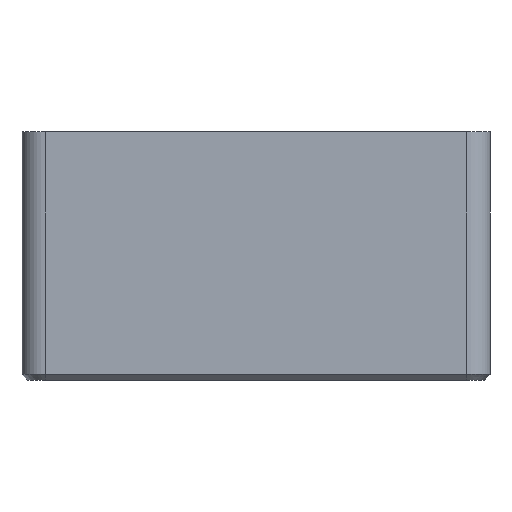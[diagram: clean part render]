
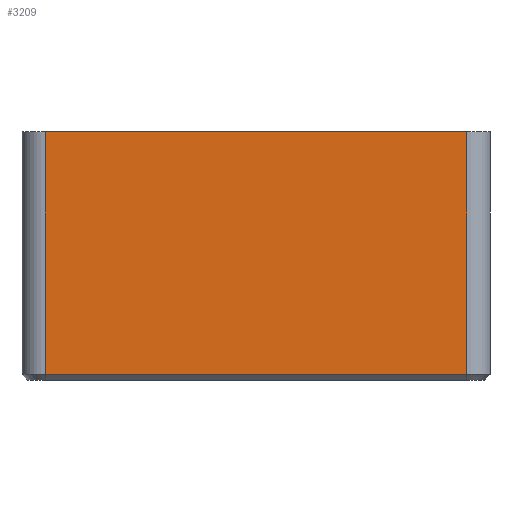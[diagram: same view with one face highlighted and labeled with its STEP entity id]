
A CAD part, left-side view. The second image highlights one B-rep face of the part: STEP entity #3209.
In plain terms, the highlighted planar face has unit normal (-1, 0, 0).
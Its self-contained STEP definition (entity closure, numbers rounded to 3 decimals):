
#1157 = PLANE('',#1158);
#1158 = AXIS2_PLACEMENT_3D('',#1159,#1160,#1161);
#1159 = CARTESIAN_POINT('',(-57.5,36.5,-2.5));
#1160 = DIRECTION('',(-0.707,0.,-0.707));
#1161 = DIRECTION('',(0.,-1.,0.));
#2419 = VERTEX_POINT('',#2420);
#2420 = CARTESIAN_POINT('',(-58.,36.5,-2.));
#2443 = VERTEX_POINT('',#2444);
#2444 = CARTESIAN_POINT('',(-58.,-36.5,-2.));
#2465 = EDGE_CURVE('',#2419,#2443,#2466,.T.);
#2466 = SURFACE_CURVE('',#2467,(#2471,#2478),.PCURVE_S1.);
#2467 = LINE('',#2468,#2469);
#2468 = CARTESIAN_POINT('',(-58.,36.5,-2.));
#2469 = VECTOR('',#2470,1.);
#2470 = DIRECTION('',(0.,-1.,0.));
#2471 = PCURVE('',#1157,#2472);
#2472 = DEFINITIONAL_REPRESENTATION('',(#2473),#2477);
#2473 = LINE('',#2474,#2475);
#2474 = CARTESIAN_POINT('',(0.,0.707));
#2475 = VECTOR('',#2476,1.);
#2476 = DIRECTION('',(1.,0.));
#2477 = ( GEOMETRIC_REPRESENTATION_CONTEXT(2) 
PARAMETRIC_REPRESENTATION_CONTEXT() REPRESENTATION_CONTEXT('2D SPACE',''
  ) );
#2478 = PCURVE('',#2479,#2484);
#2479 = PLANE('',#2480);
#2480 = AXIS2_PLACEMENT_3D('',#2481,#2482,#2483);
#2481 = CARTESIAN_POINT('',(-58.,-37.5,0.));
#2482 = DIRECTION('',(1.,0.,0.));
#2483 = DIRECTION('',(0.,0.,1.));
#2484 = DEFINITIONAL_REPRESENTATION('',(#2485),#2489);
#2485 = LINE('',#2486,#2487);
#2486 = CARTESIAN_POINT('',(-2.,-74.));
#2487 = VECTOR('',#2488,1.);
#2488 = DIRECTION('',(0.,1.));
#2489 = ( GEOMETRIC_REPRESENTATION_CONTEXT(2) 
PARAMETRIC_REPRESENTATION_CONTEXT() REPRESENTATION_CONTEXT('2D SPACE',''
  ) );
#2534 = CYLINDRICAL_SURFACE('',#2535,4.);
#2535 = AXIS2_PLACEMENT_3D('',#2536,#2537,#2538);
#2536 = CARTESIAN_POINT('',(-54.,36.5,-3.));
#2537 = DIRECTION('',(0.,0.,1.));
#2538 = DIRECTION('',(-1.,0.,0.));
#2589 = CYLINDRICAL_SURFACE('',#2590,4.);
#2590 = AXIS2_PLACEMENT_3D('',#2591,#2592,#2593);
#2591 = CARTESIAN_POINT('',(-54.,-36.5,-3.));
#2592 = DIRECTION('',(0.,0.,1.));
#2593 = DIRECTION('',(-1.,0.,0.));
#3209 = ADVANCED_FACE('',(#3210),#2479,.F.);
#3210 = FACE_BOUND('',#3211,.F.);
#3211 = EDGE_LOOP('',(#3212,#3235,#3263,#3284));
#3212 = ORIENTED_EDGE('',*,*,#3213,.T.);
#3213 = EDGE_CURVE('',#2419,#3214,#3216,.T.);
#3214 = VERTEX_POINT('',#3215);
#3215 = CARTESIAN_POINT('',(-58.,36.5,40.));
#3216 = SURFACE_CURVE('',#3217,(#3221,#3228),.PCURVE_S1.);
#3217 = LINE('',#3218,#3219);
#3218 = CARTESIAN_POINT('',(-58.,36.5,-3.));
#3219 = VECTOR('',#3220,1.);
#3220 = DIRECTION('',(0.,0.,1.));
#3221 = PCURVE('',#2479,#3222);
#3222 = DEFINITIONAL_REPRESENTATION('',(#3223),#3227);
#3223 = LINE('',#3224,#3225);
#3224 = CARTESIAN_POINT('',(-3.,-74.));
#3225 = VECTOR('',#3226,1.);
#3226 = DIRECTION('',(1.,0.));
#3227 = ( GEOMETRIC_REPRESENTATION_CONTEXT(2) 
PARAMETRIC_REPRESENTATION_CONTEXT() REPRESENTATION_CONTEXT('2D SPACE',''
  ) );
#3228 = PCURVE('',#2534,#3229);
#3229 = DEFINITIONAL_REPRESENTATION('',(#3230),#3234);
#3230 = LINE('',#3231,#3232);
#3231 = CARTESIAN_POINT('',(-0.,0.));
#3232 = VECTOR('',#3233,1.);
#3233 = DIRECTION('',(-0.,1.));
#3234 = ( GEOMETRIC_REPRESENTATION_CONTEXT(2) 
PARAMETRIC_REPRESENTATION_CONTEXT() REPRESENTATION_CONTEXT('2D SPACE',''
  ) );
#3235 = ORIENTED_EDGE('',*,*,#3236,.F.);
#3236 = EDGE_CURVE('',#3237,#3214,#3239,.T.);
#3237 = VERTEX_POINT('',#3238);
#3238 = CARTESIAN_POINT('',(-58.,-36.5,40.));
#3239 = SURFACE_CURVE('',#3240,(#3244,#3251),.PCURVE_S1.);
#3240 = LINE('',#3241,#3242);
#3241 = CARTESIAN_POINT('',(-58.,-37.5,40.));
#3242 = VECTOR('',#3243,1.);
#3243 = DIRECTION('',(0.,1.,0.));
#3244 = PCURVE('',#2479,#3245);
#3245 = DEFINITIONAL_REPRESENTATION('',(#3246),#3250);
#3246 = LINE('',#3247,#3248);
#3247 = CARTESIAN_POINT('',(40.,0.));
#3248 = VECTOR('',#3249,1.);
#3249 = DIRECTION('',(0.,-1.));
#3250 = ( GEOMETRIC_REPRESENTATION_CONTEXT(2) 
PARAMETRIC_REPRESENTATION_CONTEXT() REPRESENTATION_CONTEXT('2D SPACE',''
  ) );
#3251 = PCURVE('',#3252,#3257);
#3252 = PLANE('',#3253);
#3253 = AXIS2_PLACEMENT_3D('',#3254,#3255,#3256);
#3254 = CARTESIAN_POINT('',(-55.,-37.5,40.));
#3255 = DIRECTION('',(0.,0.,1.));
#3256 = DIRECTION('',(1.,0.,0.));
#3257 = DEFINITIONAL_REPRESENTATION('',(#3258),#3262);
#3258 = LINE('',#3259,#3260);
#3259 = CARTESIAN_POINT('',(-3.,0.));
#3260 = VECTOR('',#3261,1.);
#3261 = DIRECTION('',(0.,1.));
#3262 = ( GEOMETRIC_REPRESENTATION_CONTEXT(2) 
PARAMETRIC_REPRESENTATION_CONTEXT() REPRESENTATION_CONTEXT('2D SPACE',''
  ) );
#3263 = ORIENTED_EDGE('',*,*,#3264,.F.);
#3264 = EDGE_CURVE('',#2443,#3237,#3265,.T.);
#3265 = SURFACE_CURVE('',#3266,(#3270,#3277),.PCURVE_S1.);
#3266 = LINE('',#3267,#3268);
#3267 = CARTESIAN_POINT('',(-58.,-36.5,-3.));
#3268 = VECTOR('',#3269,1.);
#3269 = DIRECTION('',(0.,0.,1.));
#3270 = PCURVE('',#2479,#3271);
#3271 = DEFINITIONAL_REPRESENTATION('',(#3272),#3276);
#3272 = LINE('',#3273,#3274);
#3273 = CARTESIAN_POINT('',(-3.,-1.));
#3274 = VECTOR('',#3275,1.);
#3275 = DIRECTION('',(1.,0.));
#3276 = ( GEOMETRIC_REPRESENTATION_CONTEXT(2) 
PARAMETRIC_REPRESENTATION_CONTEXT() REPRESENTATION_CONTEXT('2D SPACE',''
  ) );
#3277 = PCURVE('',#2589,#3278);
#3278 = DEFINITIONAL_REPRESENTATION('',(#3279),#3283);
#3279 = LINE('',#3280,#3281);
#3280 = CARTESIAN_POINT('',(0.,0.));
#3281 = VECTOR('',#3282,1.);
#3282 = DIRECTION('',(0.,1.));
#3283 = ( GEOMETRIC_REPRESENTATION_CONTEXT(2) 
PARAMETRIC_REPRESENTATION_CONTEXT() REPRESENTATION_CONTEXT('2D SPACE',''
  ) );
#3284 = ORIENTED_EDGE('',*,*,#2465,.F.);
